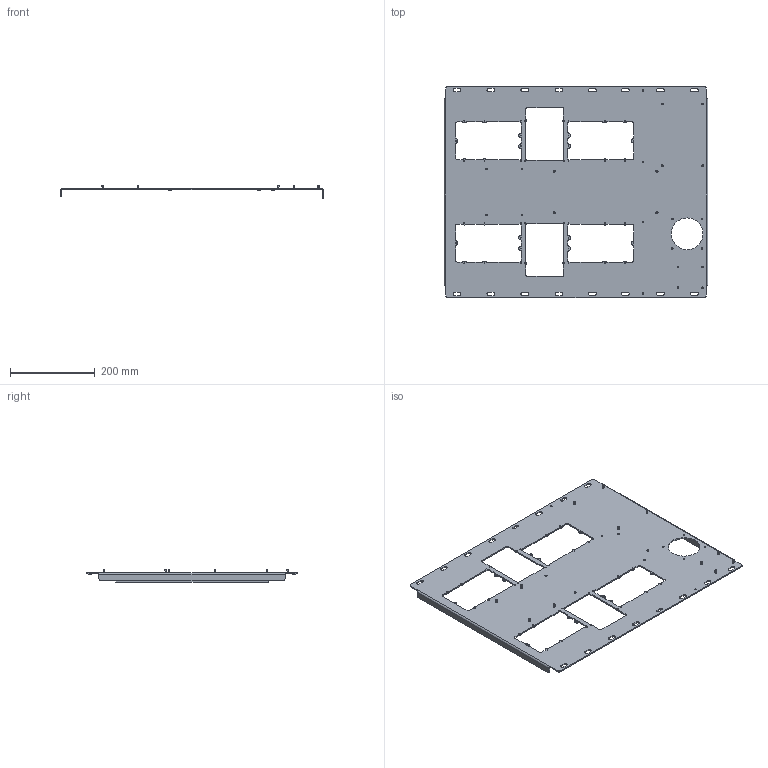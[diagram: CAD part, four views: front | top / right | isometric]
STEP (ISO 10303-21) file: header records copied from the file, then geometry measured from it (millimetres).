
FILE_DESCRIPTION (( 'STEP AP214' ), '1' );
FILE_NAME ('BASE-QTY10.STEP', '2020-01-30T19:38:27', ( '' ), ( '' ), 'SwSTEP 2.0', 'SolidWorks 2019', '' );
FILE_SCHEMA (( 'AUTOMOTIVE_DESIGN' ));
Length unit declared in the file: inch
Products named in the file (4): JAN31_M4Insert2; JAN31_CHECKED_350zp_10_F; BASE-QTY10; JAN31_NewBase
Assembly tree (21 placements, depth 2):
  BASE-QTY10
    JAN31_M4Insert2  x8
    JAN31_NewBase
    JAN31_CHECKED_350zp_10_F  x12
Bounding box: 623 x 500 x 30 mm (x, y, z)
Volume: 725071.8 mm3; surface area: 506110.3 mm2
Topology: 21 solids, 21 shells, 892 faces, 2266 edges, 1456 vertices
Faces by surface type: cylinder 470, plane 286, cone 136
Entity records: 16728 total; most frequent: DIRECTION 3044, CARTESIAN_POINT 2788, ORIENTED_EDGE 2752, EDGE_CURVE 1376, AXIS2_PLACEMENT_3D 1167, VERTEX_POINT 911, LINE 710, VECTOR 710
